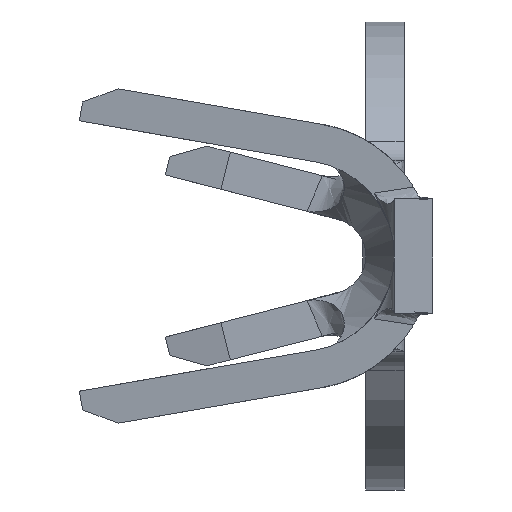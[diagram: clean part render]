
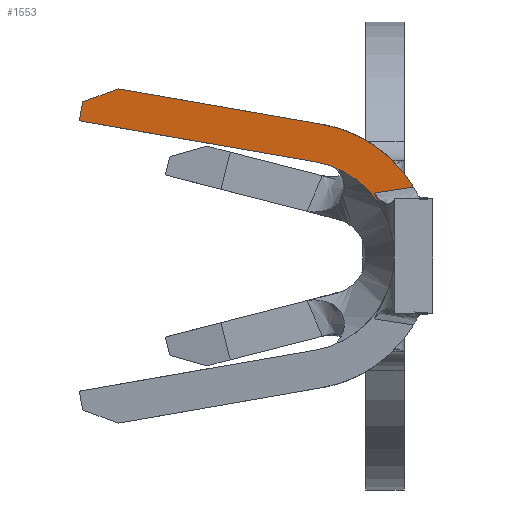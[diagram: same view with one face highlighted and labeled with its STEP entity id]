
A CAD part, left-side view. The second image highlights one B-rep face of the part: STEP entity #1553.
In plain terms, the highlighted planar face has unit normal (-0.99, 0.139, 0).
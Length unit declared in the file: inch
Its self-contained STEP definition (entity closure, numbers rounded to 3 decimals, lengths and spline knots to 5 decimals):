
#89 = EDGE_CURVE ( 'NONE', #1922, #3047, #2375, .T. ) ;
#109 = B_SPLINE_CURVE_WITH_KNOTS ( 'NONE', 3,
 ( #2098, #2433, #2801, #590 ),
 .UNSPECIFIED., .F., .F.,
 ( 4, 4 ),
 ( 0., 0.00031 ),
 .UNSPECIFIED. ) ;
#195 = ORIENTED_EDGE ( 'NONE', *, *, #4354, .F. ) ;
#360 = CARTESIAN_POINT ( 'NONE',  ( -0.35446, 0.01017, 0.02214 ) ) ;
#525 = ORIENTED_EDGE ( 'NONE', *, *, #2759, .F. ) ;
#529 = EDGE_CURVE ( 'NONE', #4533, #3047, #2736, .T. ) ;
#540 = DIRECTION ( 'NONE',  ( -0.137, -0.976, -0.17 ) ) ;
#577 = LINE ( 'NONE', #3896, #4170 ) ;
#590 = CARTESIAN_POINT ( 'NONE',  ( -0.35371, 0.01551, 0.03296 ) ) ;
#623 = ORIENTED_EDGE ( 'NONE', *, *, #529, .F. ) ;
#645 = CARTESIAN_POINT ( 'NONE',  ( -0.33268, 0.16515, 0.08177 ) ) ;
#664 = CARTESIAN_POINT ( 'NONE',  ( -0.34985, 0.043, 0.06896 ) ) ;
#667 = VERTEX_POINT ( 'NONE', #2253 ) ;
#743 = VERTEX_POINT ( 'NONE', #4136 ) ;
#747 = ORIENTED_EDGE ( 'NONE', *, *, #4183, .F. ) ;
#873 = CARTESIAN_POINT ( 'NONE',  ( -0.35659, -0.00497, 0.0361 ) ) ;
#900 = VECTOR ( 'NONE', #2461, 39.37008 ) ;
#924 = CARTESIAN_POINT ( 'NONE',  ( -0.35651, -0.00438, 0.03602 ) ) ;
#933 = CARTESIAN_POINT ( 'NONE',  ( -0.35642, -0.00379, 0.03593 ) ) ;
#948 = CARTESIAN_POINT ( 'NONE',  ( -0.35634, -0.0032, 0.03585 ) ) ;
#968 = CARTESIAN_POINT ( 'NONE',  ( -0.35599, -0.00071, 0.03551 ) ) ;
#1020 = CARTESIAN_POINT ( 'NONE',  ( -0.35564, 0.00177, 0.03517 ) ) ;
#1046 = CARTESIAN_POINT ( 'NONE',  ( -0.35529, 0.00425, 0.0348 ) ) ;
#1060 = CARTESIAN_POINT ( 'NONE',  ( -0.35495, 0.0067, 0.03445 ) ) ;
#1074 = CARTESIAN_POINT ( 'NONE',  ( -0.35461, 0.00915, 0.03406 ) ) ;
#1085 = CARTESIAN_POINT ( 'NONE',  ( -0.35426, 0.01159, 0.03365 ) ) ;
#1107 = CARTESIAN_POINT ( 'NONE',  ( -0.34985, 0.043, 0.06896 ) ) ;
#1139 = PLANE ( 'NONE',  #1995 ) ;
#1165 = CARTESIAN_POINT ( 'NONE',  ( -0.34937, 0.04643, 0.04926 ) ) ;
#1213 =( BOUNDED_CURVE ( )  B_SPLINE_CURVE ( 3, ( #360, #4542, #3248, #1165 ),
 .UNSPECIFIED., .F., .F. ) 
 B_SPLINE_CURVE_WITH_KNOTS ( ( 4, 4 ),
 ( 3.60038, 4.54008 ),
 .UNSPECIFIED. ) 
 CURVE ( )  GEOMETRIC_REPRESENTATION_ITEM ( )  RATIONAL_B_SPLINE_CURVE ( ( 1., 0.928, 0.928, 1. ) ) 
 REPRESENTATION_ITEM ( '' )  );
#1283 = CARTESIAN_POINT ( 'NONE',  ( -0.35371, 0.01551, 0.03296 ) ) ;
#1287 = CARTESIAN_POINT ( 'NONE',  ( -0.3539, 0.01421, 0.0332 ) ) ;
#1316 = CARTESIAN_POINT ( 'NONE',  ( -0.33488, 0.14951, 0.0875 ) ) ;
#1329 = CARTESIAN_POINT ( 'NONE',  ( -0.35408, 0.0129, 0.03343 ) ) ;
#1553 = ADVANCED_FACE ( 'NONE', ( #3774 ), #1139, .F. ) ;
#1713 = EDGE_LOOP ( 'NONE', ( #2826, #4125, #4594, #623, #4138, #747, #195, #525 ) ) ;
#1769 = VERTEX_POINT ( 'NONE', #2711 ) ;
#1790 = LINE ( 'NONE', #645, #2704 ) ;
#1922 = VERTEX_POINT ( 'NONE', #2124 ) ;
#1995 = AXIS2_PLACEMENT_3D ( 'NONE', #3222, #2213, #4549 ) ;
#2098 = CARTESIAN_POINT ( 'NONE',  ( -0.35446, 0.01017, 0.02214 ) ) ;
#2124 = CARTESIAN_POINT ( 'NONE',  ( -0.35371, 0.01551, 0.03296 ) ) ;
#2213 = DIRECTION ( 'NONE',  ( 0.99, -0.139, 0. ) ) ;
#2236 = DIRECTION ( 'NONE',  ( 0.137, 0.976, 0.17 ) ) ;
#2253 = CARTESIAN_POINT ( 'NONE',  ( -0.332, 0.17, 0.07077 ) ) ;
#2375 = B_SPLINE_CURVE_WITH_KNOTS ( 'NONE', 3,
 ( #1283, #1287, #1329, #1085, #1074, #1060, #1046, #1020, #968, #948, #933, #924, #873 ),
 .UNSPECIFIED., .F., .F.,
 ( 4, 3, 3, 3, 4 ),
 ( 0.00004, 0.00014, 0.00033, 0.00053, 0.00057 ),
 .UNSPECIFIED. ) ;
#2433 = CARTESIAN_POINT ( 'NONE',  ( -0.35421, 0.01195, 0.02575 ) ) ;
#2461 = DIRECTION ( 'NONE',  ( -0.024, -0.171, 0.985 ) ) ;
#2503 = VERTEX_POINT ( 'NONE', #3100 ) ;
#2704 = VECTOR ( 'NONE', #3163, 39.37008 ) ;
#2711 = CARTESIAN_POINT ( 'NONE',  ( -0.35446, 0.01017, 0.02214 ) ) ;
#2736 =( BOUNDED_CURVE ( )  B_SPLINE_CURVE ( 3, ( #664, #4141, #4109, #3808 ),
 .UNSPECIFIED., .F., .F. ) 
 B_SPLINE_CURVE_WITH_KNOTS ( ( 4, 4 ),
 ( 1.74311, 2.5997 ),
 .UNSPECIFIED. ) 
 CURVE ( )  GEOMETRIC_REPRESENTATION_ITEM ( )  RATIONAL_B_SPLINE_CURVE ( ( 1., 0.94, 0.94, 1. ) ) 
 REPRESENTATION_ITEM ( '' )  );
#2759 = EDGE_CURVE ( 'NONE', #2503, #667, #577, .T. ) ;
#2801 = CARTESIAN_POINT ( 'NONE',  ( -0.35396, 0.01373, 0.02935 ) ) ;
#2826 = ORIENTED_EDGE ( 'NONE', *, *, #4550, .F. ) ;
#3047 = VERTEX_POINT ( 'NONE', #4366 ) ;
#3100 = CARTESIAN_POINT ( 'NONE',  ( -0.34937, 0.04643, 0.04926 ) ) ;
#3163 = DIRECTION ( 'NONE',  ( -0.131, -0.931, 0.341 ) ) ;
#3213 = LINE ( 'NONE', #4373, #3951 ) ;
#3222 = CARTESIAN_POINT ( 'NONE',  ( -0.332, 0.17, -0.09 ) ) ;
#3248 = CARTESIAN_POINT ( 'NONE',  ( -0.35162, 0.0304, 0.04647 ) ) ;
#3388 = VERTEX_POINT ( 'NONE', #1316 ) ;
#3774 = FACE_OUTER_BOUND ( 'NONE', #1713, .T. ) ;
#3808 = CARTESIAN_POINT ( 'NONE',  ( -0.35659, -0.00497, 0.0361 ) ) ;
#3896 = CARTESIAN_POINT ( 'NONE',  ( -0.34953, 0.04527, 0.04906 ) ) ;
#3951 = VECTOR ( 'NONE', #540, 39.37008 ) ;
#4015 = EDGE_CURVE ( 'NONE', #3388, #4533, #3213, .T. ) ;
#4106 = EDGE_CURVE ( 'NONE', #1769, #1922, #109, .T. ) ;
#4109 = CARTESIAN_POINT ( 'NONE',  ( -0.3551, 0.00567, 0.05377 ) ) ;
#4125 = ORIENTED_EDGE ( 'NONE', *, *, #4106, .T. ) ;
#4136 = CARTESIAN_POINT ( 'NONE',  ( -0.33224, 0.16829, 0.08062 ) ) ;
#4138 = ORIENTED_EDGE ( 'NONE', *, *, #4015, .F. ) ;
#4141 = CARTESIAN_POINT ( 'NONE',  ( -0.3527, 0.02268, 0.06543 ) ) ;
#4170 = VECTOR ( 'NONE', #2236, 39.37008 ) ;
#4183 = EDGE_CURVE ( 'NONE', #743, #3388, #1790, .T. ) ;
#4309 = LINE ( 'NONE', #4438, #900 ) ;
#4354 = EDGE_CURVE ( 'NONE', #667, #743, #4309, .T. ) ;
#4366 = CARTESIAN_POINT ( 'NONE',  ( -0.35659, -0.00497, 0.0361 ) ) ;
#4373 = CARTESIAN_POINT ( 'NONE',  ( -0.35, 0.04191, 0.06877 ) ) ;
#4438 = CARTESIAN_POINT ( 'NONE',  ( -0.33202, 0.16989, 0.07138 ) ) ;
#4533 = VERTEX_POINT ( 'NONE', #1107 ) ;
#4542 = CARTESIAN_POINT ( 'NONE',  ( -0.35345, 0.01737, 0.03673 ) ) ;
#4549 = DIRECTION ( 'NONE',  ( 0.139, 0.99, 0. ) ) ;
#4550 = EDGE_CURVE ( 'NONE', #1769, #2503, #1213, .T. ) ;
#4594 = ORIENTED_EDGE ( 'NONE', *, *, #89, .T. ) ;
